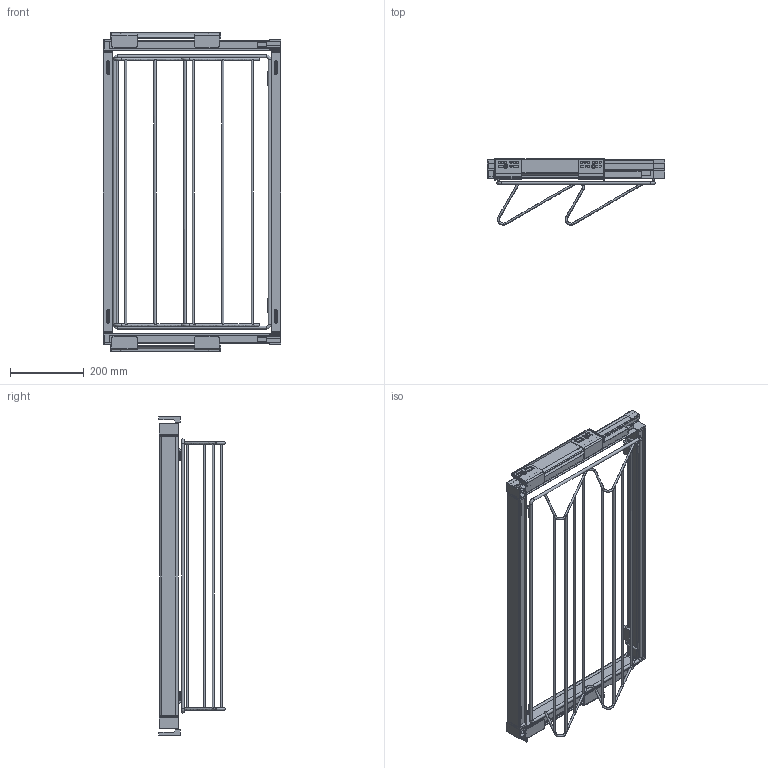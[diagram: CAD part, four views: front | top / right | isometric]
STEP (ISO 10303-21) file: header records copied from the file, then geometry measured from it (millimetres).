
FILE_DESCRIPTION(/* description */ (''),/* implementation_level */ '2;1');
FILE_NAME(/* name */ 'WG-POBUW90.stp',/* time_stamp */ '2023-04-13T14:14:48+02:00',/* author */ ('tomaszw'),/* organization */ (''),/* preprocessor_version */ 'ST-DEVELOPER v19.2',/* originating_system */ 'Autodesk Inventor 2023',/* authorisation */ '');
FILE_SCHEMA (('AUTOMOTIVE_DESIGN { 1 0 10303 214 3 1 1 }'));
Length unit declared in the file: millimetre
Products named in the file (6): WG-POBUW60_param; WG-POBUW60M-60-04; Lewa strona; Prawa strona; KOSZ NA BUTY; Haczyk
Assembly tree (8 placements, depth 2):
  WG-POBUW60_param
    WG-POBUW60M-60-04
    Lewa strona
    Prawa strona
    KOSZ NA BUTY
    Haczyk  x4
Bounding box: 483 x 179.9 x 864 mm (x, y, z)
Volume: 2266790 mm3; surface area: 1135342.9 mm2
Topology: 19 solids, 19 shells, 652 faces, 1817 edges, 1207 vertices
Faces by surface type: plane 438, cylinder 180, bspline 14, torus 12, cone 8
Full cylindrical faces by diameter (mm): 5 x4, 6 x52, 8 x2, 9 x4
Entity records: 20372 total; most frequent: CARTESIAN_POINT 4545, ORIENTED_EDGE 3220, DIRECTION 3141, EDGE_CURVE 1610, LINE 1095, VECTOR 1095, VERTEX_POINT 1069, AXIS2_PLACEMENT_3D 1023
